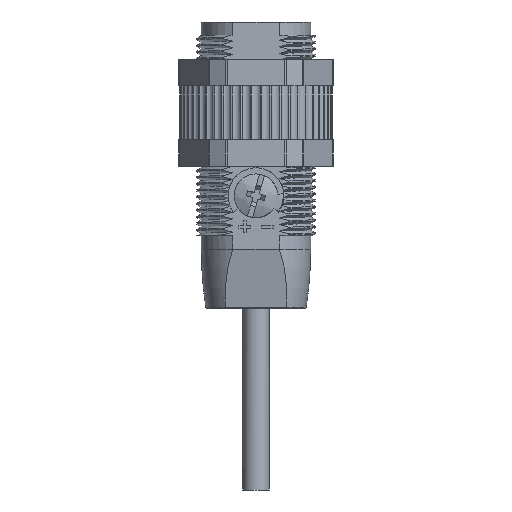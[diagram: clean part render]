
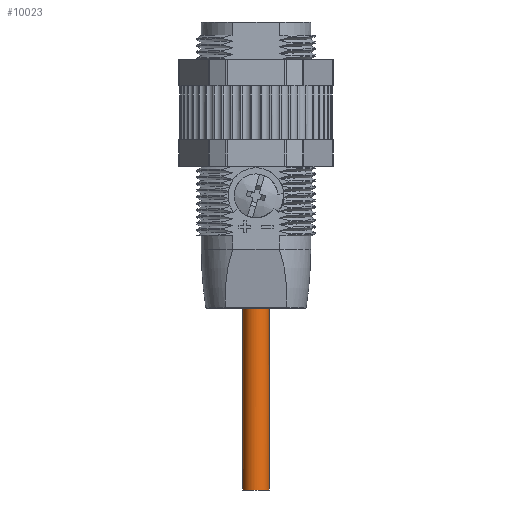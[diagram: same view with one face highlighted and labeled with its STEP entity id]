
A CAD part, front view. The second image highlights one B-rep face of the part: STEP entity #10023.
In plain terms, the highlighted cylindrical face has radius 2 mm (diameter 4 mm), a partial arc.
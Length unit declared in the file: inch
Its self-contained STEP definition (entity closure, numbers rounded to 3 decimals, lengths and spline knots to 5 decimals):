
#224 = CARTESIAN_POINT ( 'NONE',  ( -0.65309, 0.58651, -1.69291 ) ) ;
#506 = CARTESIAN_POINT ( 'NONE',  ( -0.65309, 0.59152, -1.69291 ) ) ;
#657 = ORIENTED_EDGE ( 'NONE', *, *, #33965, .F. ) ;
#2366 = EDGE_CURVE ( 'NONE', #46800, #31760, #39884, .T. ) ;
#2420 = CARTESIAN_POINT ( 'NONE',  ( -0.50165, 0.56127, -1.69291 ) ) ;
#3814 = VECTOR ( 'NONE', #35028, 39.37008 ) ;
#4012 = CARTESIAN_POINT ( 'NONE',  ( -0.5347, 0.52271, -2.79921 ) ) ;
#4106 = CARTESIAN_POINT ( 'NONE',  ( -0.59404, 0.51462, -1.69291 ) ) ;
#4558 = CARTESIAN_POINT ( 'NONE',  ( -0.64315, 0.55186, -2.79921 ) ) ;
#4653 = CARTESIAN_POINT ( 'NONE',  ( -0.52635, 0.52816, -1.69291 ) ) ;
#4930 = CARTESIAN_POINT ( 'NONE',  ( -0.6524, 0.57914, -1.69291 ) ) ;
#5745 = CARTESIAN_POINT ( 'NONE',  ( -0.50505, 0.55394, -1.69291 ) ) ;
#6117 = VECTOR ( 'NONE', #42644, 39.37008 ) ;
#6841 = FACE_OUTER_BOUND ( 'NONE', #28054, .T. ) ;
#7190 = ORIENTED_EDGE ( 'NONE', *, *, #38524, .F. ) ;
#8433 = CARTESIAN_POINT ( 'NONE',  ( -0.49561, 0.59152, -2.79921 ) ) ;
#8799 = CARTESIAN_POINT ( 'NONE',  ( -0.546, 0.51805, -1.69291 ) ) ;
#8982 = CARTESIAN_POINT ( 'NONE',  ( -0.49561, 0.58121, -2.79921 ) ) ;
#10023 = ADVANCED_FACE ( 'NONE', ( #6841 ), #31461, .T. ) ;
#10451 = DIRECTION ( 'NONE',  ( 0., 0., -1. ) ) ;
#10729 = CARTESIAN_POINT ( 'NONE',  ( -0.49561, 0.5815, -1.69291 ) ) ;
#11704 = VERTEX_POINT ( 'NONE', #25503 ) ;
#11745 = CARTESIAN_POINT ( 'NONE',  ( -0.49745, 0.57183, -1.69291 ) ) ;
#12971 = CARTESIAN_POINT ( 'NONE',  ( -0.64357, 0.55244, -1.69291 ) ) ;
#13789 = CARTESIAN_POINT ( 'NONE',  ( -0.60584, 0.51934, -1.69291 ) ) ;
#14621 = CARTESIAN_POINT ( 'NONE',  ( -0.50137, 0.56195, -1.69291 ) ) ;
#15827 = CARTESIAN_POINT ( 'NONE',  ( -0.49561, 0.59152, -1.69291 ) ) ;
#16518 = CARTESIAN_POINT ( 'NONE',  ( -0.49561, 0.59152, -2.79921 ) ) ;
#16834 = CARTESIAN_POINT ( 'NONE',  ( -0.5477, 0.51742, -1.69291 ) ) ;
#17017 = CARTESIAN_POINT ( 'NONE',  ( -0.65309, 0.58121, -2.79921 ) ) ;
#17112 = CARTESIAN_POINT ( 'NONE',  ( -0.64802, 0.5637, -1.69291 ) ) ;
#17944 = CARTESIAN_POINT ( 'NONE',  ( -0.65038, 0.57076, -1.69291 ) ) ;
#18491 = EDGE_CURVE ( 'NONE', #11704, #28162, #29292, .T. ) ;
#20971 = CARTESIAN_POINT ( 'NONE',  ( -0.56935, 0.51277, -1.69291 ) ) ;
#21424 = CARTESIAN_POINT ( 'NONE',  ( -0.61401, 0.52271, -2.79921 ) ) ;
#21524 = CARTESIAN_POINT ( 'NONE',  ( -0.61998, 0.52693, -1.69291 ) ) ;
#21705 = CARTESIAN_POINT ( 'NONE',  ( -0.58466, 0.51278, -2.79921 ) ) ;
#21735 = CARTESIAN_POINT ( 'NONE',  ( -0.65309, 0.59152, -2.79921 ) ) ;
#21797 = CARTESIAN_POINT ( 'NONE',  ( -0.64781, 0.56316, -1.69291 ) ) ;
#21941 = AXIS2_PLACEMENT_3D ( 'NONE', #48319, #10451, #23168 ) ;
#22898 = CARTESIAN_POINT ( 'NONE',  ( -0.49561, 0.59152, -1.69291 ) ) ;
#23168 = DIRECTION ( 'NONE',  ( -1., 0., 0. ) ) ;
#24180 = ORIENTED_EDGE ( 'NONE', *, *, #18491, .F. ) ;
#25396 = CARTESIAN_POINT ( 'NONE',  ( -0.60459, 0.51881, -1.69291 ) ) ;
#25503 = CARTESIAN_POINT ( 'NONE',  ( -0.65309, 0.59152, -1.69291 ) ) ;
#25677 = CARTESIAN_POINT ( 'NONE',  ( -0.53527, 0.5223, -1.69291 ) ) ;
#25784 = CARTESIAN_POINT ( 'NONE',  ( -0.49561, 0.59152, -1.42283 ) ) ;
#25855 = CARTESIAN_POINT ( 'NONE',  ( -0.50555, 0.55186, -2.79921 ) ) ;
#26499 = CARTESIAN_POINT ( 'NONE',  ( -0.60392, 0.51853, -1.69291 ) ) ;
#26800 = ORIENTED_EDGE ( 'NONE', *, *, #2366, .T. ) ;
#28054 = EDGE_LOOP ( 'NONE', ( #7190, #24180, #657, #26800 ) ) ;
#28162 = VERTEX_POINT ( 'NONE', #15827 ) ;
#29183 = CARTESIAN_POINT ( 'NONE',  ( -0.59496, 0.51483, -2.79921 ) ) ;
#29292 = B_SPLINE_CURVE_WITH_KNOTS ( 'NONE', 3,
 ( #506, #224, #4930, #17944, #34237, #34513, #17112, #21797, #12971, #34790, #51102, #21524, #30376, #51651, #13789, #25396, #26499, #4106, #33956, #20971, #50825, #37841, #54682, #16834, #46679, #8799, #25677, #4653, #43895, #48600, #5745, #53017, #35330, #2420, #14621, #11745, #10729, #22898 ),
 .UNSPECIFIED., .F., .F.,
 ( 4, 1, 1, 1, 2, 2, 2, 1, 1, 1, 2, 2, 2, 1, 1, 1, 2, 2, 2, 1, 1, 1, 2, 2, 4 ),
 ( 0., 0.0625, 0.09375, 0.10937, 0.11719, 0.125, 0.25, 0.3125, 0.34375, 0.35937, 0.36719, 0.375, 0.5, 0.5625, 0.59375, 0.60937, 0.61719, 0.625, 0.75, 0.8125, 0.84375, 0.85937, 0.86719, 0.875, 1. ),
 .UNSPECIFIED. ) ;
#30008 = CARTESIAN_POINT ( 'NONE',  ( -0.51138, 0.54313, -2.79921 ) ) ;
#30376 = CARTESIAN_POINT ( 'NONE',  ( -0.61192, 0.52221, -1.69291 ) ) ;
#31461 = CYLINDRICAL_SURFACE ( 'NONE', #21941, 0.07874 ) ;
#31760 = VERTEX_POINT ( 'NONE', #16518 ) ;
#33956 = CARTESIAN_POINT ( 'NONE',  ( -0.58435, 0.51278, -1.69291 ) ) ;
#33965 = EDGE_CURVE ( 'NONE', #46800, #11704, #38367, .T. ) ;
#34136 = CARTESIAN_POINT ( 'NONE',  ( -0.62274, 0.52855, -2.79921 ) ) ;
#34237 = CARTESIAN_POINT ( 'NONE',  ( -0.64907, 0.56663, -1.69291 ) ) ;
#34513 = CARTESIAN_POINT ( 'NONE',  ( -0.64845, 0.56487, -1.69291 ) ) ;
#34790 = CARTESIAN_POINT ( 'NONE',  ( -0.6377, 0.54352, -1.69291 ) ) ;
#35028 = DIRECTION ( 'NONE',  ( 0., 0., 1. ) ) ;
#35330 = CARTESIAN_POINT ( 'NONE',  ( -0.50218, 0.56003, -1.69291 ) ) ;
#37841 = CARTESIAN_POINT ( 'NONE',  ( -0.5536, 0.51548, -1.69291 ) ) ;
#38300 = CARTESIAN_POINT ( 'NONE',  ( -0.55374, 0.51483, -2.79921 ) ) ;
#38367 = LINE ( 'NONE', #39186, #3814 ) ;
#38524 = EDGE_CURVE ( 'NONE', #28162, #31760, #53987, .T. ) ;
#38569 = CARTESIAN_POINT ( 'NONE',  ( -0.65104, 0.57091, -2.79921 ) ) ;
#39186 = CARTESIAN_POINT ( 'NONE',  ( -0.65309, 0.59152, -1.42283 ) ) ;
#39884 = B_SPLINE_CURVE_WITH_KNOTS ( 'NONE', 3,
 ( #41898, #17017, #38569, #4558, #46579, #34136, #21424, #29183, #21705, #51002, #38300, #4012, #46040, #30008, #25855, #46860, #8982, #8433 ),
 .UNSPECIFIED., .F., .F.,
 ( 4, 2, 2, 2, 2, 2, 2, 2, 4 ),
 ( 0., 0.125, 0.25, 0.375, 0.5, 0.625, 0.75, 0.875, 1. ),
 .UNSPECIFIED. ) ;
#41898 = CARTESIAN_POINT ( 'NONE',  ( -0.65309, 0.59152, -2.79921 ) ) ;
#42644 = DIRECTION ( 'NONE',  ( 0., 0., -1. ) ) ;
#43895 = CARTESIAN_POINT ( 'NONE',  ( -0.51483, 0.53968, -1.69291 ) ) ;
#46040 = CARTESIAN_POINT ( 'NONE',  ( -0.52596, 0.52855, -2.79921 ) ) ;
#46579 = CARTESIAN_POINT ( 'NONE',  ( -0.63732, 0.54313, -2.79921 ) ) ;
#46679 = CARTESIAN_POINT ( 'NONE',  ( -0.54653, 0.51785, -1.69291 ) ) ;
#46800 = VERTEX_POINT ( 'NONE', #21735 ) ;
#46860 = CARTESIAN_POINT ( 'NONE',  ( -0.49766, 0.57091, -2.79921 ) ) ;
#48319 = CARTESIAN_POINT ( 'NONE',  ( -0.57435, 0.59152, -1.42283 ) ) ;
#48600 = CARTESIAN_POINT ( 'NONE',  ( -0.50976, 0.54589, -1.69291 ) ) ;
#50825 = CARTESIAN_POINT ( 'NONE',  ( -0.56198, 0.51346, -1.69291 ) ) ;
#51002 = CARTESIAN_POINT ( 'NONE',  ( -0.56404, 0.51278, -2.79921 ) ) ;
#51102 = CARTESIAN_POINT ( 'NONE',  ( -0.62619, 0.532, -1.69291 ) ) ;
#51651 = CARTESIAN_POINT ( 'NONE',  ( -0.6077, 0.52016, -1.69291 ) ) ;
#53017 = CARTESIAN_POINT ( 'NONE',  ( -0.50299, 0.55817, -1.69291 ) ) ;
#53987 = LINE ( 'NONE', #25784, #6117 ) ;
#54682 = CARTESIAN_POINT ( 'NONE',  ( -0.54946, 0.51679, -1.69291 ) ) ;
